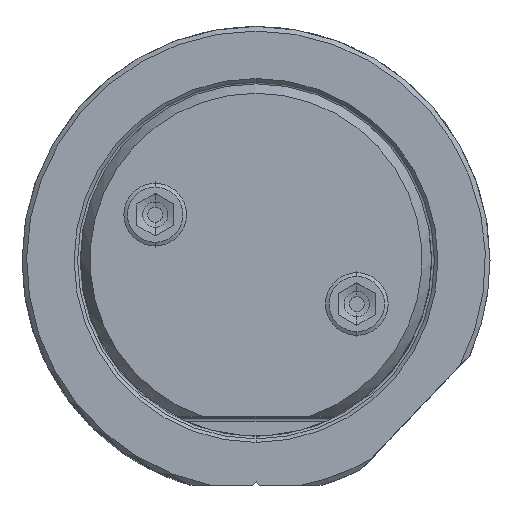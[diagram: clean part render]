
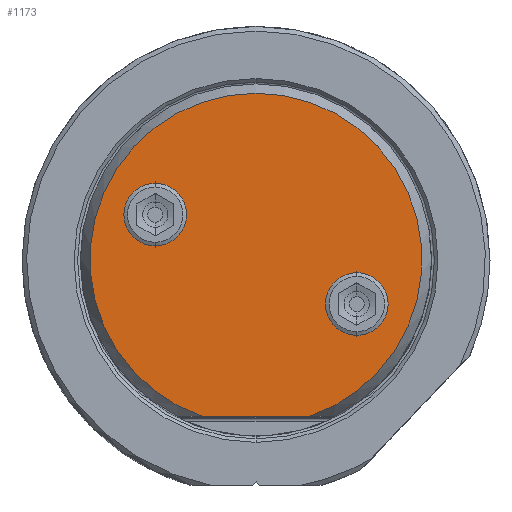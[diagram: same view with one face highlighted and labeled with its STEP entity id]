
A CAD part, top view. The second image highlights one B-rep face of the part: STEP entity #1173.
In plain terms, the highlighted planar face has unit normal (0, 0, 1).
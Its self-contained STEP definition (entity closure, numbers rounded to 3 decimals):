
#86=FACE_BOUND('',#1869,.T.);
#87=FACE_BOUND('',#1870,.T.);
#88=FACE_BOUND('',#1871,.T.);
#198=PLANE('',#6324);
#563=LINE('',#13275,#892);
#892=VECTOR('',#7463,1.);
#1173=ADVANCED_FACE('',(#86,#87,#88),#198,.T.);
#1869=EDGE_LOOP('',(#3119,#3120,#3121));
#1870=EDGE_LOOP('',(#3122,#3123));
#1871=EDGE_LOOP('',(#3124,#3125));
#3119=ORIENTED_EDGE('',*,*,#5156,.T.);
#3120=ORIENTED_EDGE('',*,*,#5159,.T.);
#3121=ORIENTED_EDGE('',*,*,#5157,.T.);
#3122=ORIENTED_EDGE('',*,*,#5162,.T.);
#3123=ORIENTED_EDGE('',*,*,#5163,.T.);
#3124=ORIENTED_EDGE('',*,*,#5164,.T.);
#3125=ORIENTED_EDGE('',*,*,#5165,.T.);
#4441=VERTEX_POINT('',#13265);
#4442=VERTEX_POINT('',#13267);
#4443=VERTEX_POINT('',#13269);
#4444=VERTEX_POINT('',#13282);
#4445=VERTEX_POINT('',#13283);
#4446=VERTEX_POINT('',#13286);
#4447=VERTEX_POINT('',#13287);
#5156=EDGE_CURVE('',#4442,#4441,#5701,.T.);
#5157=EDGE_CURVE('',#4443,#4442,#5702,.T.);
#5159=EDGE_CURVE('',#4441,#4443,#563,.T.);
#5162=EDGE_CURVE('',#4444,#4445,#5703,.T.);
#5163=EDGE_CURVE('',#4445,#4444,#5704,.T.);
#5164=EDGE_CURVE('',#4446,#4447,#5705,.T.);
#5165=EDGE_CURVE('',#4447,#4446,#5706,.T.);
#5701=CIRCLE('',#6314,18.022);
#5702=CIRCLE('',#6315,18.022);
#5703=CIRCLE('',#6320,3.4);
#5704=CIRCLE('',#6321,3.4);
#5705=CIRCLE('',#6322,3.4);
#5706=CIRCLE('',#6323,3.4);
#6314=AXIS2_PLACEMENT_3D('',#13266,#7457,#7458);
#6315=AXIS2_PLACEMENT_3D('',#13268,#7459,#7460);
#6320=AXIS2_PLACEMENT_3D('',#13281,#7472,#7473);
#6321=AXIS2_PLACEMENT_3D('',#13284,#7474,#7475);
#6322=AXIS2_PLACEMENT_3D('',#13285,#7476,#7477);
#6323=AXIS2_PLACEMENT_3D('',#13288,#7478,#7479);
#6324=AXIS2_PLACEMENT_3D('',#13289,#7480,#7481);
#7457=DIRECTION('',(0.,0.,1.));
#7458=DIRECTION('',(0.,1.,0.));
#7459=DIRECTION('',(0.,0.,1.));
#7460=DIRECTION('',(0.324,-0.946,0.));
#7463=DIRECTION('',(1.,0.,0.));
#7472=DIRECTION('',(0.,0.,-1.));
#7473=DIRECTION('',(1.,0.,0.));
#7474=DIRECTION('',(0.,0.,-1.));
#7475=DIRECTION('',(-1.,0.,0.));
#7476=DIRECTION('',(0.,0.,-1.));
#7477=DIRECTION('',(1.,0.,0.));
#7478=DIRECTION('',(0.,0.,-1.));
#7479=DIRECTION('',(-1.,0.,0.));
#7480=DIRECTION('',(0.,0.,1.));
#7481=DIRECTION('',(1.,0.,0.));
#13265=CARTESIAN_POINT('',(-5.839,-17.05,69.85));
#13266=CARTESIAN_POINT('',(0.,0.,69.85));
#13267=CARTESIAN_POINT('',(0.,18.022,69.85));
#13268=CARTESIAN_POINT('',(0.,0.,69.85));
#13269=CARTESIAN_POINT('',(5.839,-17.05,69.85));
#13275=CARTESIAN_POINT('',(-5.839,-17.05,69.85));
#13281=CARTESIAN_POINT('',(10.942,-4.853,69.85));
#13282=CARTESIAN_POINT('',(14.342,-4.853,69.85));
#13283=CARTESIAN_POINT('',(7.542,-4.853,69.85));
#13284=CARTESIAN_POINT('',(10.942,-4.853,69.85));
#13285=CARTESIAN_POINT('',(-10.942,4.853,69.85));
#13286=CARTESIAN_POINT('',(-7.542,4.853,69.85));
#13287=CARTESIAN_POINT('',(-14.342,4.853,69.85));
#13288=CARTESIAN_POINT('',(-10.942,4.853,69.85));
#13289=CARTESIAN_POINT('',(0.,0.487,69.85));
